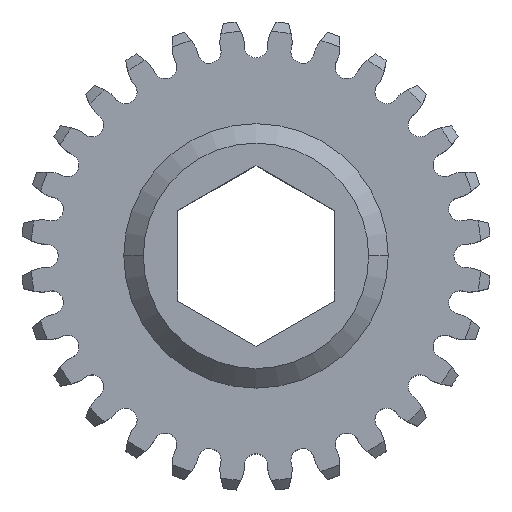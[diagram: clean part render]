
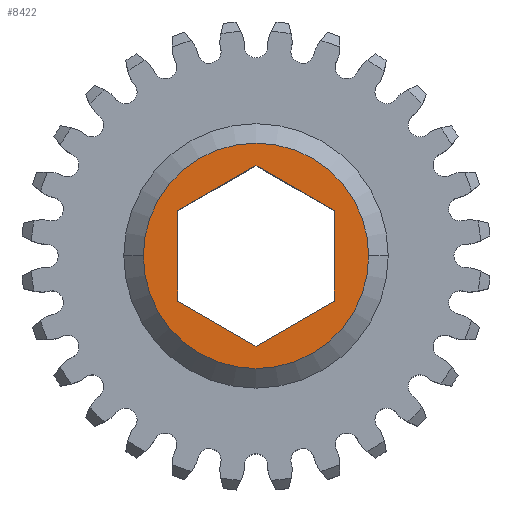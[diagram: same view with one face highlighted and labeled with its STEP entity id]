
A CAD part, top view. The second image highlights one B-rep face of the part: STEP entity #8422.
In plain terms, the highlighted planar face has unit normal (0, 0, 1).
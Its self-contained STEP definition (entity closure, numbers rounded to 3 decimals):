
#326 = EDGE_LOOP ( 'NONE', ( #12615, #12058 ) ) ;
#572 = VECTOR ( 'NONE', #10013, 1000. ) ;
#724 = LINE ( 'NONE', #6669, #4029 ) ;
#1221 = LINE ( 'NONE', #6451, #12324 ) ;
#1258 = CARTESIAN_POINT ( 'NONE',  ( 0., -7.332, 6.35 ) ) ;
#1357 = PLANE ( 'NONE',  #7776 ) ;
#1686 = ORIENTED_EDGE ( 'NONE', *, *, #11016, .F. ) ;
#1980 = CARTESIAN_POINT ( 'NONE',  ( 3.175, 5.499, 6.35 ) ) ;
#2049 = VECTOR ( 'NONE', #10536, 1000. ) ;
#2270 = DIRECTION ( 'NONE',  ( 0.866, -0.5, 0. ) ) ;
#2416 = VERTEX_POINT ( 'NONE', #10349 ) ;
#2467 = DIRECTION ( 'NONE',  ( 0., 1., 0. ) ) ;
#2538 = EDGE_CURVE ( 'NONE', #9036, #2416, #724, .T. ) ;
#2851 = CARTESIAN_POINT ( 'NONE',  ( 9.144, 0., 6.35 ) ) ;
#3251 = LINE ( 'NONE', #7225, #7043 ) ;
#3351 = CARTESIAN_POINT ( 'NONE',  ( -6.35, 0., 6.35 ) ) ;
#3635 = LINE ( 'NONE', #11605, #12577 ) ;
#3739 = CIRCLE ( 'NONE', #5200, 9.144 ) ;
#4029 = VECTOR ( 'NONE', #10661, 1000. ) ;
#4681 = EDGE_CURVE ( 'NONE', #11441, #12267, #5516, .T. ) ;
#4756 = EDGE_LOOP ( 'NONE', ( #5539, #5923, #6586, #1686, #6850, #9896 ) ) ;
#4768 = CARTESIAN_POINT ( 'NONE',  ( -9.144, 0., 6.35 ) ) ;
#4915 = EDGE_CURVE ( 'NONE', #7753, #9453, #1221, .T. ) ;
#5177 = CARTESIAN_POINT ( 'NONE',  ( -6.35, -3.666, 6.35 ) ) ;
#5200 = AXIS2_PLACEMENT_3D ( 'NONE', #10490, #7601, #12516 ) ;
#5288 = DIRECTION ( 'NONE',  ( -0.866, -0.5, 0. ) ) ;
#5516 = CIRCLE ( 'NONE', #8858, 9.144 ) ;
#5539 = ORIENTED_EDGE ( 'NONE', *, *, #9727, .F. ) ;
#5923 = ORIENTED_EDGE ( 'NONE', *, *, #10504, .F. ) ;
#6215 = DIRECTION ( 'NONE',  ( 0., 0., -1. ) ) ;
#6252 = DIRECTION ( 'NONE',  ( 1., 0., 0. ) ) ;
#6451 = CARTESIAN_POINT ( 'NONE',  ( -3.175, 5.499, 6.35 ) ) ;
#6538 = LINE ( 'NONE', #3351, #2049 ) ;
#6586 = ORIENTED_EDGE ( 'NONE', *, *, #4915, .F. ) ;
#6669 = CARTESIAN_POINT ( 'NONE',  ( 3.175, -5.499, 6.35 ) ) ;
#6850 = ORIENTED_EDGE ( 'NONE', *, *, #8806, .F. ) ;
#7043 = VECTOR ( 'NONE', #2270, 1000. ) ;
#7225 = CARTESIAN_POINT ( 'NONE',  ( -3.175, -5.499, 6.35 ) ) ;
#7236 = FACE_BOUND ( 'NONE', #4756, .T. ) ;
#7386 = CARTESIAN_POINT ( 'NONE',  ( -6.35, 3.666, 6.35 ) ) ;
#7394 = CARTESIAN_POINT ( 'NONE',  ( 0., 0., 6.35 ) ) ;
#7601 = DIRECTION ( 'NONE',  ( 0., 0., -1. ) ) ;
#7721 = LINE ( 'NONE', #1980, #572 ) ;
#7753 = VERTEX_POINT ( 'NONE', #11280 ) ;
#7776 = AXIS2_PLACEMENT_3D ( 'NONE', #11238, #8356, #6252 ) ;
#8356 = DIRECTION ( 'NONE',  ( 0., 0., 1. ) ) ;
#8422 = ADVANCED_FACE ( 'NONE', ( #7236, #10322 ), #1357, .T. ) ;
#8806 = EDGE_CURVE ( 'NONE', #2416, #11235, #3635, .T. ) ;
#8858 = AXIS2_PLACEMENT_3D ( 'NONE', #7394, #6215, #9161 ) ;
#9036 = VERTEX_POINT ( 'NONE', #1258 ) ;
#9161 = DIRECTION ( 'NONE',  ( -1., 0., 0. ) ) ;
#9453 = VERTEX_POINT ( 'NONE', #7386 ) ;
#9727 = EDGE_CURVE ( 'NONE', #10318, #9036, #3251, .T. ) ;
#9896 = ORIENTED_EDGE ( 'NONE', *, *, #2538, .F. ) ;
#10013 = DIRECTION ( 'NONE',  ( -0.866, 0.5, 0. ) ) ;
#10318 = VERTEX_POINT ( 'NONE', #5177 ) ;
#10322 = FACE_OUTER_BOUND ( 'NONE', #326, .T. ) ;
#10349 = CARTESIAN_POINT ( 'NONE',  ( 6.35, -3.666, 6.35 ) ) ;
#10490 = CARTESIAN_POINT ( 'NONE',  ( 0., 0., 6.35 ) ) ;
#10504 = EDGE_CURVE ( 'NONE', #9453, #10318, #6538, .T. ) ;
#10536 = DIRECTION ( 'NONE',  ( 0., -1., 0. ) ) ;
#10661 = DIRECTION ( 'NONE',  ( 0.866, 0.5, 0. ) ) ;
#11016 = EDGE_CURVE ( 'NONE', #11235, #7753, #7721, .T. ) ;
#11235 = VERTEX_POINT ( 'NONE', #11580 ) ;
#11238 = CARTESIAN_POINT ( 'NONE',  ( 0., 0., 6.35 ) ) ;
#11280 = CARTESIAN_POINT ( 'NONE',  ( 0., 7.332, 6.35 ) ) ;
#11441 = VERTEX_POINT ( 'NONE', #4768 ) ;
#11580 = CARTESIAN_POINT ( 'NONE',  ( 6.35, 3.666, 6.35 ) ) ;
#11605 = CARTESIAN_POINT ( 'NONE',  ( 6.35, 0., 6.35 ) ) ;
#12058 = ORIENTED_EDGE ( 'NONE', *, *, #12193, .F. ) ;
#12193 = EDGE_CURVE ( 'NONE', #12267, #11441, #3739, .T. ) ;
#12267 = VERTEX_POINT ( 'NONE', #2851 ) ;
#12324 = VECTOR ( 'NONE', #5288, 1000. ) ;
#12516 = DIRECTION ( 'NONE',  ( -1., 0., 0. ) ) ;
#12577 = VECTOR ( 'NONE', #2467, 1000. ) ;
#12615 = ORIENTED_EDGE ( 'NONE', *, *, #4681, .F. ) ;
